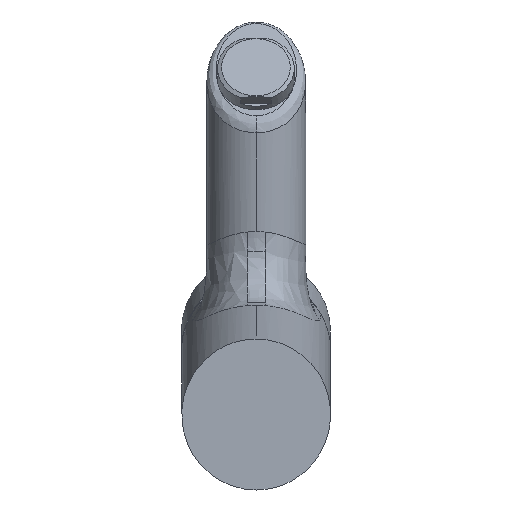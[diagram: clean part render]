
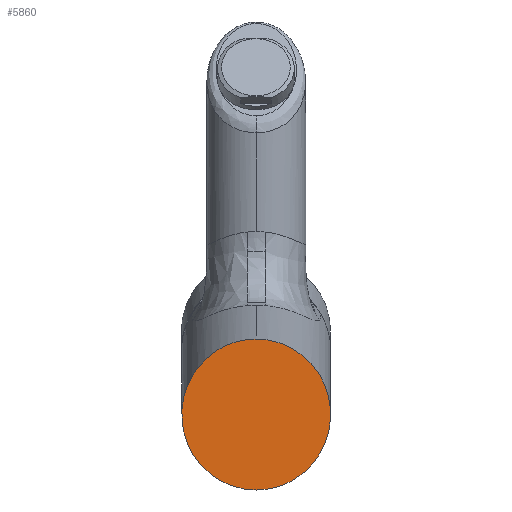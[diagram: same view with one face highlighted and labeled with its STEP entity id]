
A CAD part, front view. The second image highlights one B-rep face of the part: STEP entity #5860.
In plain terms, the highlighted planar face has unit normal (0, -1, 0).
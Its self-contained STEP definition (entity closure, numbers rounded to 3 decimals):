
#97 = CARTESIAN_POINT ( 'NONE',  ( 46.581, 0., -23.487 ) ) ;
#470 = CARTESIAN_POINT ( 'NONE',  ( 0.081, 0., 23.66 ) ) ;
#645 = FACE_OUTER_BOUND ( 'NONE', #4730, .T. ) ;
#716 = ORIENTED_EDGE ( 'NONE', *, *, #799, .F. ) ;
#771 = CARTESIAN_POINT ( 'NONE',  ( -23.634, 0., -23.959 ) ) ;
#799 = EDGE_CURVE ( 'NONE', #4746, #1205, #896, .T. ) ;
#896 =( BOUNDED_CURVE ( )  B_SPLINE_CURVE ( 3, ( #1647, #5024, #9188, #8400 ),
 .UNSPECIFIED., .F., .F. ) 
 B_SPLINE_CURVE_WITH_KNOTS ( ( 4, 4 ),
 ( 3.142, 6.283 ),
 .UNSPECIFIED. ) 
 CURVE ( )  GEOMETRIC_REPRESENTATION_ITEM ( )  RATIONAL_B_SPLINE_CURVE ( ( 1., 0.333, 0.333, 1. ) ) 
 REPRESENTATION_ITEM ( '' )  );
#1205 = VERTEX_POINT ( 'NONE', #470 ) ;
#1614 = DIRECTION ( 'NONE',  ( 0., -1., 0. ) ) ;
#1647 = CARTESIAN_POINT ( 'NONE',  ( 0.081, 0., -23.487 ) ) ;
#1846 = CARTESIAN_POINT ( 'NONE',  ( 0.081, 0., -23.487 ) ) ;
#3283 = AXIS2_PLACEMENT_3D ( 'NONE', #771, #1614, #5882 ) ;
#3923 = ORIENTED_EDGE ( 'NONE', *, *, #3964, .F. ) ;
#3964 = EDGE_CURVE ( 'NONE', #1205, #4746, #7099, .T. ) ;
#4366 = CARTESIAN_POINT ( 'NONE',  ( 0.081, 0., 23.66 ) ) ;
#4730 = EDGE_LOOP ( 'NONE', ( #3923, #716 ) ) ;
#4746 = VERTEX_POINT ( 'NONE', #9131 ) ;
#5024 = CARTESIAN_POINT ( 'NONE',  ( -46.419, 0., -23.487 ) ) ;
#5065 = PLANE ( 'NONE',  #3283 ) ;
#5860 = ADVANCED_FACE ( 'NONE', ( #645 ), #5065, .T. ) ;
#5882 = DIRECTION ( 'NONE',  ( -1., 0., 0. ) ) ;
#7099 =( BOUNDED_CURVE ( )  B_SPLINE_CURVE ( 3, ( #4366, #7746, #97, #1846 ),
 .UNSPECIFIED., .F., .F. ) 
 B_SPLINE_CURVE_WITH_KNOTS ( ( 4, 4 ),
 ( 0., 3.142 ),
 .UNSPECIFIED. ) 
 CURVE ( )  GEOMETRIC_REPRESENTATION_ITEM ( )  RATIONAL_B_SPLINE_CURVE ( ( 1., 0.333, 0.333, 1. ) ) 
 REPRESENTATION_ITEM ( '' )  );
#7746 = CARTESIAN_POINT ( 'NONE',  ( 46.581, 0., 23.66 ) ) ;
#8400 = CARTESIAN_POINT ( 'NONE',  ( 0.081, 0., 23.66 ) ) ;
#9131 = CARTESIAN_POINT ( 'NONE',  ( 0.081, 0., -23.487 ) ) ;
#9188 = CARTESIAN_POINT ( 'NONE',  ( -46.419, 0., 23.66 ) ) ;
